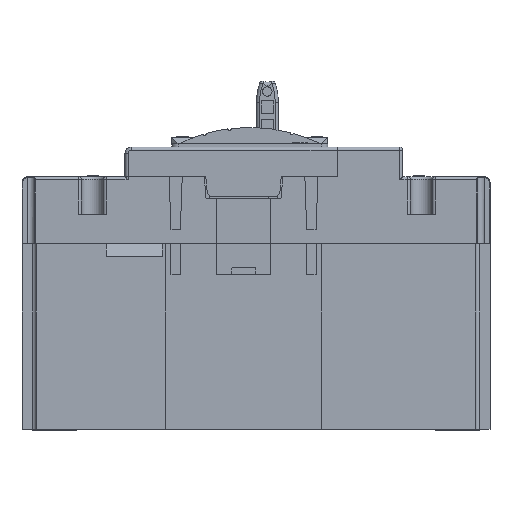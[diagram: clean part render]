
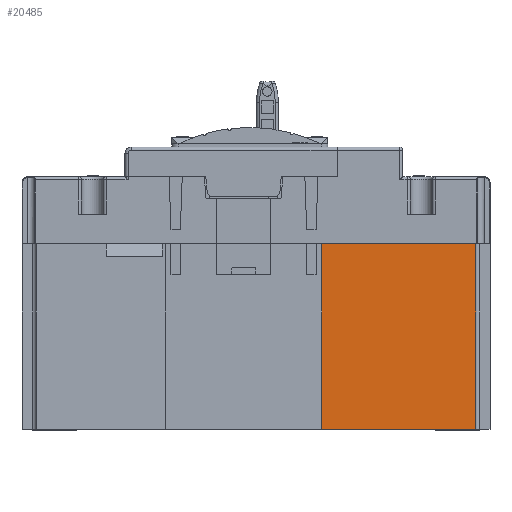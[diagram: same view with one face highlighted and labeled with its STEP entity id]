
A CAD part, left-side view. The second image highlights one B-rep face of the part: STEP entity #20485.
In plain terms, the highlighted planar face has unit normal (-1, 0, 0).
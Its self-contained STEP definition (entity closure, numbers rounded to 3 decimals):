
#696 = DIRECTION ( 'NONE',  ( 1., 0., 0. ) ) ;
#2119 = VERTEX_POINT ( 'NONE', #41490 ) ;
#6629 = VECTOR ( 'NONE', #13307, 1000. ) ;
#9684 = LINE ( 'NONE', #43836, #82632 ) ;
#10015 = LINE ( 'NONE', #27070, #6629 ) ;
#11479 = EDGE_CURVE ( 'NONE', #28396, #48455, #9684, .T. ) ;
#11828 = CARTESIAN_POINT ( 'NONE',  ( 46.165, -77.852, 0. ) ) ;
#13307 = DIRECTION ( 'NONE',  ( 0., -1., 0. ) ) ;
#13769 = AXIS2_PLACEMENT_3D ( 'NONE', #71519, #696, #21098 ) ;
#20485 = ADVANCED_FACE ( 'NONE', ( #67712 ), #29147, .F. ) ;
#21098 = DIRECTION ( 'NONE',  ( 0., 1., 0. ) ) ;
#21358 = DIRECTION ( 'NONE',  ( 0., 0., -1. ) ) ;
#25571 = VERTEX_POINT ( 'NONE', #62663 ) ;
#27070 = CARTESIAN_POINT ( 'NONE',  ( 46.165, -96.152, 0. ) ) ;
#27129 = LINE ( 'NONE', #66148, #87708 ) ;
#27716 = ORIENTED_EDGE ( 'NONE', *, *, #85383, .T. ) ;
#28396 = VERTEX_POINT ( 'NONE', #11828 ) ;
#29147 = PLANE ( 'NONE',  #13769 ) ;
#31577 = DIRECTION ( 'NONE',  ( 0., 0., -1. ) ) ;
#32488 = ORIENTED_EDGE ( 'NONE', *, *, #81434, .F. ) ;
#41490 = CARTESIAN_POINT ( 'NONE',  ( 46.165, -127.352, 0. ) ) ;
#43836 = CARTESIAN_POINT ( 'NONE',  ( 46.165, -77.852, -50. ) ) ;
#44006 = ORIENTED_EDGE ( 'NONE', *, *, #11479, .T. ) ;
#46213 = EDGE_CURVE ( 'NONE', #2119, #25571, #76396, .T. ) ;
#48455 = VERTEX_POINT ( 'NONE', #58201 ) ;
#51057 = DIRECTION ( 'NONE',  ( 0., -1., 0. ) ) ;
#52156 = EDGE_LOOP ( 'NONE', ( #62275, #32488, #44006, #27716 ) ) ;
#53563 = CARTESIAN_POINT ( 'NONE',  ( 46.165, -127.352, 0. ) ) ;
#56268 = VECTOR ( 'NONE', #31577, 1000. ) ;
#58201 = CARTESIAN_POINT ( 'NONE',  ( 46.165, -77.852, -59.5 ) ) ;
#62275 = ORIENTED_EDGE ( 'NONE', *, *, #46213, .F. ) ;
#62663 = CARTESIAN_POINT ( 'NONE',  ( 46.165, -127.352, -59.5 ) ) ;
#66148 = CARTESIAN_POINT ( 'NONE',  ( 46.165, 18.148, -59.5 ) ) ;
#67712 = FACE_OUTER_BOUND ( 'NONE', #52156, .T. ) ;
#71519 = CARTESIAN_POINT ( 'NONE',  ( 46.165, 18.148, -50. ) ) ;
#76396 = LINE ( 'NONE', #53563, #56268 ) ;
#81434 = EDGE_CURVE ( 'NONE', #28396, #2119, #10015, .T. ) ;
#82632 = VECTOR ( 'NONE', #21358, 1000. ) ;
#85383 = EDGE_CURVE ( 'NONE', #48455, #25571, #27129, .T. ) ;
#87708 = VECTOR ( 'NONE', #51057, 1000. ) ;
